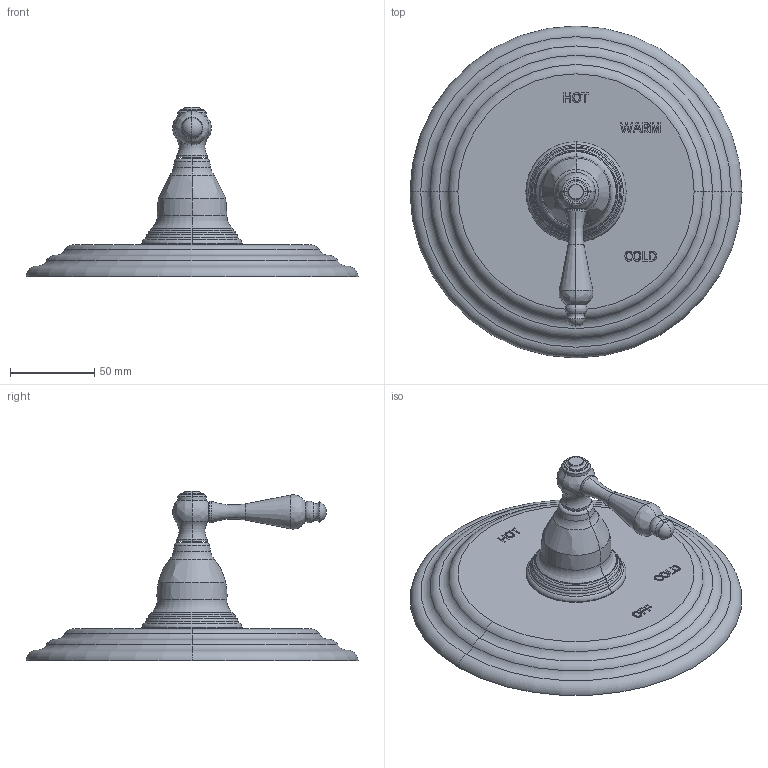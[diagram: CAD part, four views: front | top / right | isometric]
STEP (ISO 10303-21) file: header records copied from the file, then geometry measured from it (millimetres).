
FILE_DESCRIPTION((''),'2;1');
FILE_NAME('4-854BP','2021-06-02T10:43:02',('jinson.thomas'),(''),'CREO PARAMETRIC BY PTC INC, 2018400','CREO PARAMETRIC BY PTC INC, 2018400','');
FILE_SCHEMA(('CONFIG_CONTROL_DESIGN'));
Length unit declared in the file: inch
Products named in the file (1): 4-854BP
Bounding box: 196.85 x 196.85 x 100.67 mm (x, y, z)
Volume: 535442.7 mm3; surface area: 74940.5 mm2
Topology: 1 solids, 1 shells, 282 faces, 705 edges, 449 vertices
Faces by surface type: plane 130, extrusion 80, torus 40, cylinder 12, bspline 10, cone 8, sphere 2
Entity records: 8907 total; most frequent: CARTESIAN_POINT 2398, ORIENTED_EDGE 1406, DIRECTION 1139, EDGE_CURVE 703, VECTOR 483, VERTEX_POINT 449, LINE 403, AXIS2_PLACEMENT_3D 328
